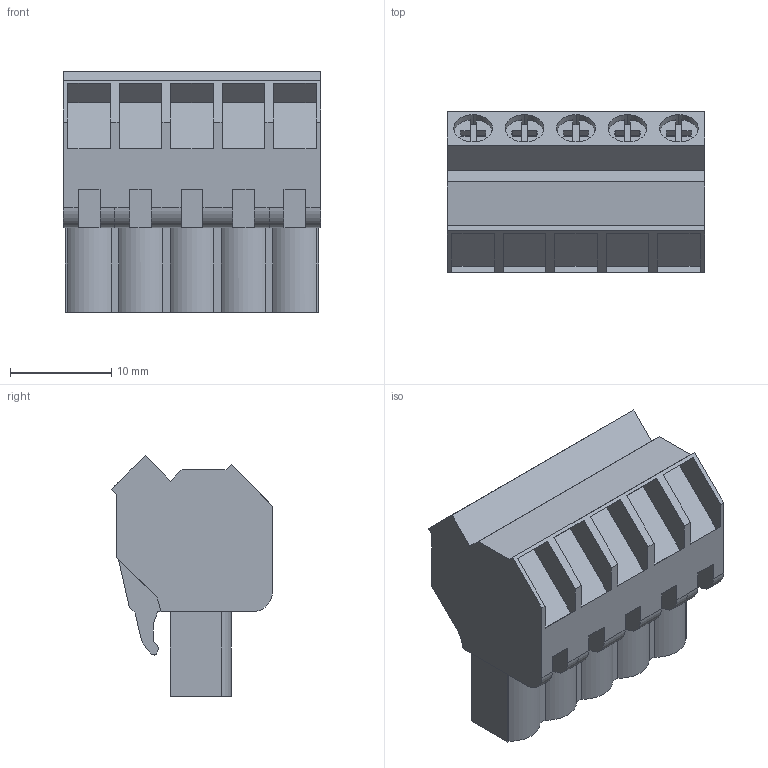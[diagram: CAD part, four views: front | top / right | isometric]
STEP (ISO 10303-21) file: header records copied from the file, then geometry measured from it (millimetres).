
FILE_DESCRIPTION(('CATIA V5 STEP Exchange','CAx-IF Rec.Pracs.--- Model Styling and Organization---1.2---2011-12-15'),'2;1');
FILE_NAME ('D1460057_0_1946280000_1946280000.stp','2017-09-23T15:23:02+00:00',('none'),('Weidmueller'),'CATIA Version 5-6 Release 2014','CATIA V5 STEP AP214','none');
FILE_SCHEMA(('AUTOMOTIVE_DESIGN { 1 0 10303 214 1 1 1 1 }'));
Length unit declared in the file: millimetre
Products named in the file (1): 1946280000
Bounding box: 25.4 x 15.88 x 23.77 mm (x, y, z)
Volume: 5475.5 mm3; surface area: 3305.6 mm2
Topology: 6 solids, 6 shells, 298 faces, 849 edges, 574 vertices
Faces by surface type: plane 237, cylinder 57, extrusion 4
Entity records: 9181 total; most frequent: CARTESIAN_POINT 1768, ORIENTED_EDGE 1698, DIRECTION 1234, EDGE_CURVE 849, VECTOR 713, LINE 709, VERTEX_POINT 574, AXIS2_PLACEMENT_3D 325
